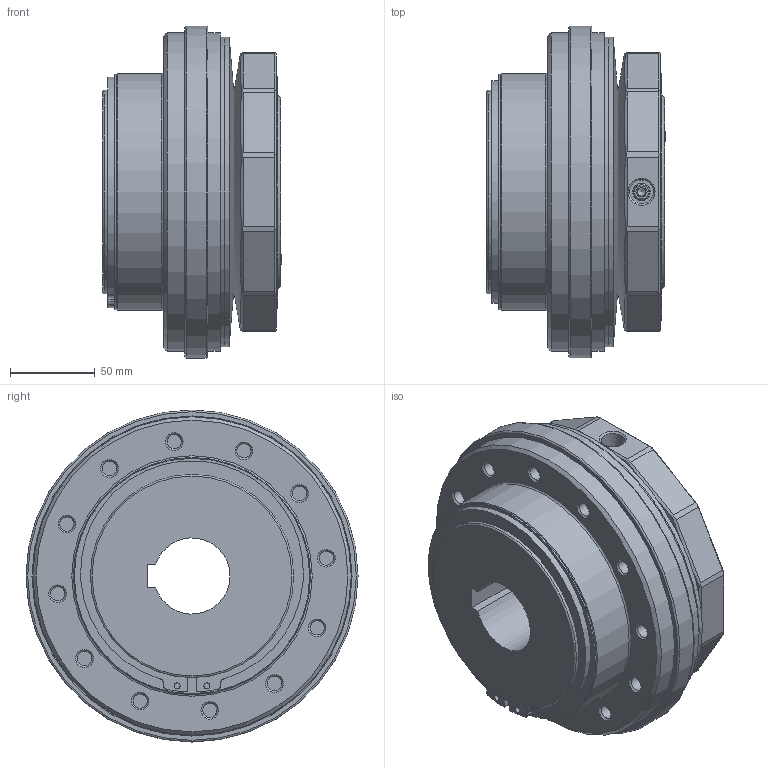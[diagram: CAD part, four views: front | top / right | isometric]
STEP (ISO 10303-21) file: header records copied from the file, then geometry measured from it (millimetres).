
FILE_DESCRIPTION(/* description */ ('Unknown','CAx-IF Rec.Pracs.---Representation and Presentation of Product Manufacturing Information (PMI)---4.0---2014-10-13','CAx-IF Rec.Pracs.---3D Tessellated Geometry---0.4---2014-09-14','2;1'),/* implementation_level */ '2;1');
FILE_NAME(/* name */ 'SKR - N 2200',/* time_stamp */ '2023-03-24T14:38:37+01:00',/* author */ ('Unknown'),/* organization */ ('Unknown'),/* preprocessor_version */ 'ST-DEVELOPER v18.102',/* originating_system */ 'Solid Edge',/* authorisation */ 'Unknown');
FILE_SCHEMA (('AP242_MANAGED_MODEL_BASED_3D_ENGINEERING_MIM_LF { 1 0 10303 442 1 1 4 }'));
Length unit declared in the file: millimetre
Products named in the file (12): 00524437; 27924429_oa_0; 20424604; 20424309; kt103854; KT103704; Text SKR - Logo Serie N2200; 27124315; 20824310; 20903298-gespannt; 24924312; KT102272
Assembly tree (13 placements, depth 3):
  00524437
    27924429_oa_0
    20424604
      20424309
      kt103854
    KT103704
    Text SKR - Logo Serie N2200
    27124315
    20824310
    20903298-gespannt  x2
    24924312
    KT102272  x2
Bounding box: 105.46 x 196 x 196 mm (x, y, z)
Volume: 1957405.5 mm3; surface area: 390117.5 mm2
Topology: 52 solids, 52 shells, 628 faces, 1582 edges, 1054 vertices
Faces by surface type: plane 372, cylinder 100, cone 63, bspline 58, torus 35
Full cylindrical faces by diameter (mm): 3.5 x2, 8.376 x14, 9.225 x2, 10 x2, 10.148 x2, 14 x21, 90.232 x1, 92.062 x1, 112 x1, 115 x1, 116 x2, 120 x3, 120.2 x1, 120.5 x1, 125 x2, 139 x1, 140 x1, 145 x2, 150 x1, 188 x2, 189 x2, 196 x1
Entity records: 21993 total; most frequent: CARTESIAN_POINT 7870, ORIENTED_EDGE 2610, DIRECTION 2320, EDGE_CURVE 1305, VERTEX_POINT 960, AXIS2_PLACEMENT_3D 903, FACE_BOUND 885, EDGE_LOOP 864
